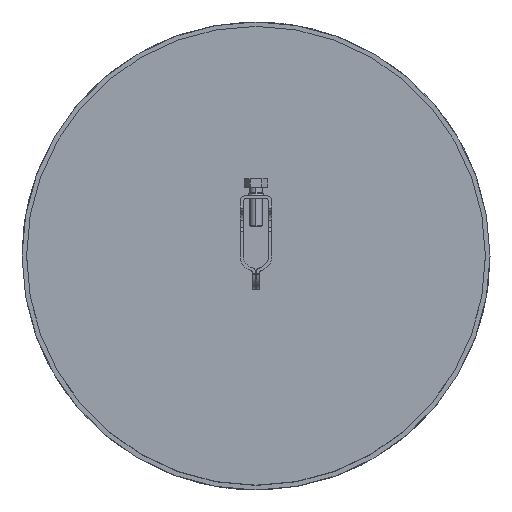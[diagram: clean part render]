
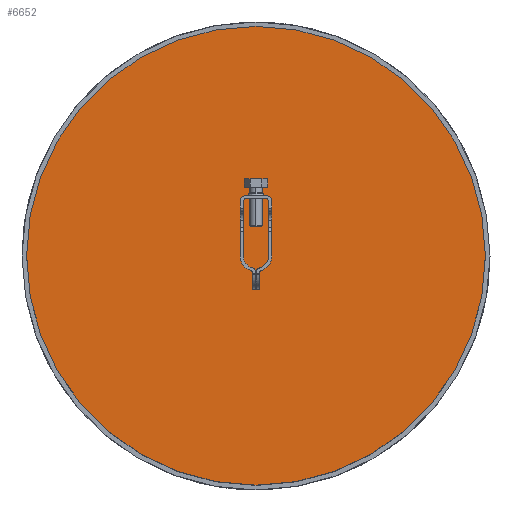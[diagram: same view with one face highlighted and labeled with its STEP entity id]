
A CAD part, top view. The second image highlights one B-rep face of the part: STEP entity #6652.
In plain terms, the highlighted planar face has unit normal (0, 0, 1).
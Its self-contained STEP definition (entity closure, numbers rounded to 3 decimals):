
#269 = ORIENTED_EDGE ( 'NONE', *, *, #2847, .F. ) ;
#650 = VERTEX_POINT ( 'NONE', #5782 ) ;
#2847 = EDGE_CURVE ( 'NONE', #650, #9074, #9052, .T. ) ;
#3069 = EDGE_CURVE ( 'NONE', #9074, #650, #12234, .T. ) ;
#3964 = DIRECTION ( 'NONE',  ( 0., 0., -1. ) ) ;
#4082 = ORIENTED_EDGE ( 'NONE', *, *, #3069, .F. ) ;
#4330 = CARTESIAN_POINT ( 'NONE',  ( 404.83, -101.212, 80. ) ) ;
#4409 = FACE_OUTER_BOUND ( 'NONE', #11659, .T. ) ;
#4838 = AXIS2_PLACEMENT_3D ( 'NONE', #4330, #12807, #5577 ) ;
#5512 = CARTESIAN_POINT ( 'NONE',  ( 556.656, 50.614, 80. ) ) ;
#5524 = PLANE ( 'NONE',  #4838 ) ;
#5577 = DIRECTION ( 'NONE',  ( -1., 0., 0. ) ) ;
#5782 = CARTESIAN_POINT ( 'NONE',  ( 412.059, 50.614, 80. ) ) ;
#6652 = ADVANCED_FACE ( 'NONE', ( #4409 ), #5524, .F. ) ;
#7921 = DIRECTION ( 'NONE',  ( 0., 0., -1. ) ) ;
#8810 = CARTESIAN_POINT ( 'NONE',  ( 556.656, 50.614, 80. ) ) ;
#9052 = CIRCLE ( 'NONE', #11046, 144.597 ) ;
#9074 = VERTEX_POINT ( 'NONE', #9760 ) ;
#9760 = CARTESIAN_POINT ( 'NONE',  ( 701.253, 50.614, 80. ) ) ;
#11046 = AXIS2_PLACEMENT_3D ( 'NONE', #5512, #7921, #11460 ) ;
#11460 = DIRECTION ( 'NONE',  ( -1., 0., 0. ) ) ;
#11659 = EDGE_LOOP ( 'NONE', ( #269, #4082 ) ) ;
#12234 = CIRCLE ( 'NONE', #15249, 144.597 ) ;
#12807 = DIRECTION ( 'NONE',  ( 0., 0., -1. ) ) ;
#13654 = DIRECTION ( 'NONE',  ( -1., 0., 0. ) ) ;
#15249 = AXIS2_PLACEMENT_3D ( 'NONE', #8810, #3964, #13654 ) ;
